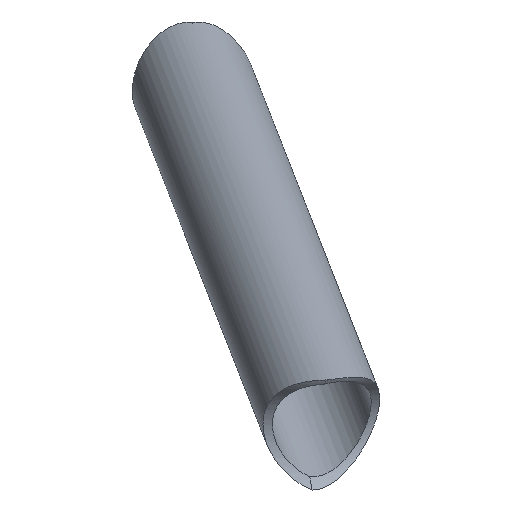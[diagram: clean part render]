
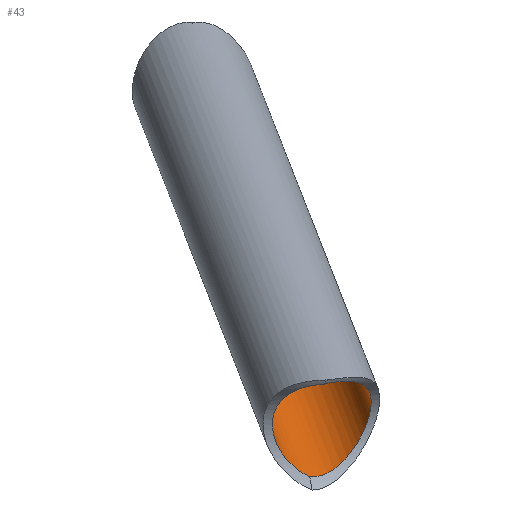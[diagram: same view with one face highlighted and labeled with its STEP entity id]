
A CAD part, top view. The second image highlights one B-rep face of the part: STEP entity #43.
In plain terms, the highlighted cylindrical face has radius 8.5 mm (diameter 17 mm), a partial arc.
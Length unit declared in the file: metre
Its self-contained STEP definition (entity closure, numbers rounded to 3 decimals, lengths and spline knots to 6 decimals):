
#43=ADVANCED_FACE('0:36',(#82),#83,.F.);
#82=FACE_OUTER_BOUND('',#116,.T.);
#83=CYLINDRICAL_SURFACE('',#117,0.0085);
#116=EDGE_LOOP('',(#175,#176,#177,#178,#179,#180));
#117=AXIS2_PLACEMENT_3D('',#181,#182,#183);
#175=ORIENTED_EDGE('',*,*,#206,.T.);
#176=ORIENTED_EDGE('',*,*,#229,.F.);
#177=ORIENTED_EDGE('',*,*,#220,.F.);
#178=ORIENTED_EDGE('',*,*,#209,.T.);
#179=ORIENTED_EDGE('',*,*,#237,.T.);
#180=ORIENTED_EDGE('',*,*,#238,.T.);
#181=CARTESIAN_POINT('',(-1.845966,-0.285726,0.100874));
#182=DIRECTION('',(-0.156,0.399,-0.904));
#183=DIRECTION('',(0.904,0.427,0.033));
#206=EDGE_CURVE('',#245,#246,#247,.T.);
#209=EDGE_CURVE('',#252,#250,#253,.T.);
#220=EDGE_CURVE('',#252,#271,#272,.T.);
#229=EDGE_CURVE('0:60',#271,#246,#279,.T.);
#237=EDGE_CURVE('',#250,#285,#286,.T.);
#238=EDGE_CURVE('0:72',#285,#245,#287,.T.);
#245=VERTEX_POINT('',#294);
#246=VERTEX_POINT('',#295);
#247=LINE('',#296,#297);
#250=VERTEX_POINT('',#326);
#252=VERTEX_POINT('',#345);
#253=LINE('',#346,#347);
#271=VERTEX_POINT('',#509);
#272=B_SPLINE_CURVE_WITH_KNOTS('',3,(#510,#511,#512,#513,#514,#515,#516,#517,#518,#519,#520,#521,#522,#523,#524,#525,#526),.UNSPECIFIED.,.F.,.F.,(4,1,2,2,2,2,2,2,4),(0.0,2.637661,5.275322,12.991557,16.849674,20.707791,24.565909,30.353085,36.140261),.UNSPECIFIED.);
#279=B_SPLINE_CURVE_WITH_KNOTS('',3,(#582,#583,#584,#585,#586,#587,#588,#589,#590,#591,#592,#593,#594,#595,#596,#597,#598,#599,#600,#601,#602,#603,#604),.UNSPECIFIED.,.F.,.F.,(4,2,2,2,2,2,2,2,2,2,1,4),(0.0,4.208915,8.41783,12.664387,16.910944,21.1575,25.404057,29.650614,33.89717,38.143727,40.267005,42.390284),.UNSPECIFIED.);
#285=VERTEX_POINT('',#665);
#286=B_SPLINE_CURVE_WITH_KNOTS('',3,(#666,#667,#668,#669,#670,#671,#672,#673,#674,#675,#676,#677,#678,#679,#680,#681,#682,#683),.UNSPECIFIED.,.F.,.F.,(4,2,2,2,2,2,2,2,4),(0.0,4.177077,11.762102,15.554614,19.347126,23.139639,26.932151,30.724663,34.517176),.UNSPECIFIED.);
#287=B_SPLINE_CURVE_WITH_KNOTS('',3,(#684,#685,#686,#687,#688,#689,#690,#691,#692,#693,#694,#695,#696,#697,#698,#699,#700,#701,#702,#703,#704,#705,#706,#707,#708,#709,#710),.UNSPECIFIED.,.F.,.F.,(4,1,2,2,2,1,2,2,2,2,2,2,2,1,4),(0.0,3.012852,6.025704,12.051409,17.0916,19.611696,22.131791,25.911935,29.692078,32.212174,37.252365,42.292556,47.332748,49.852843,52.372939),.UNSPECIFIED.);
#294=CARTESIAN_POINT('',(-1.835004,-0.290497,0.120185));
#295=CARTESIAN_POINT('',(-1.855535,-0.237937,0.001102));
#296=CARTESIAN_POINT('',(-1.838285,-0.282097,0.101152));
#297=VECTOR('',#716,1.0);
#326=CARTESIAN_POINT('',(-1.849747,-0.299342,0.123224));
#345=CARTESIAN_POINT('',(-1.870992,-0.244954,0.));
#346=CARTESIAN_POINT('',(-1.853648,-0.289355,0.100597));
#347=VECTOR('',#717,1.0);
#509=CARTESIAN_POINT('',(-1.865447,-0.248355,-0.004313));
#510=CARTESIAN_POINT('',(-1.863502,-0.232875,0.002184));
#511=CARTESIAN_POINT('',(-1.864114,-0.232863,0.002168));
#512=CARTESIAN_POINT('',(-1.865335,-0.233008,0.002199));
#513=CARTESIAN_POINT('',(-1.866446,-0.233471,0.00233));
#514=CARTESIAN_POINT('',(-1.868466,-0.23461,0.002608));
#515=CARTESIAN_POINT('',(-1.869727,-0.236015,0.002866));
#516=CARTESIAN_POINT('',(-1.870984,-0.238474,0.002737));
#517=CARTESIAN_POINT('',(-1.871296,-0.239353,0.00261));
#518=CARTESIAN_POINT('',(-1.871656,-0.24111,0.00215));
#519=CARTESIAN_POINT('',(-1.871701,-0.241988,0.001816));
#520=CARTESIAN_POINT('',(-1.871522,-0.243612,0.000984));
#521=CARTESIAN_POINT('',(-1.871299,-0.244358,0.000487));
#522=CARTESIAN_POINT('',(-1.870463,-0.245981,-0.000839));
#523=CARTESIAN_POINT('',(-1.869719,-0.246738,-0.001711));
#524=CARTESIAN_POINT('',(-1.867855,-0.247837,-0.003269));
#525=CARTESIAN_POINT('',(-1.866723,-0.248184,-0.003962));
#526=CARTESIAN_POINT('',(-1.865447,-0.248355,-0.004313));
#582=CARTESIAN_POINT('',(-1.865447,-0.248355,-0.004313));
#583=CARTESIAN_POINT('',(-1.864488,-0.248511,-0.004505));
#584=CARTESIAN_POINT('',(-1.863507,-0.24857,-0.004475));
#585=CARTESIAN_POINT('',(-1.861649,-0.2485,-0.004148));
#586=CARTESIAN_POINT('',(-1.860766,-0.248372,-0.003858));
#587=CARTESIAN_POINT('',(-1.859125,-0.247925,-0.003174));
#588=CARTESIAN_POINT('',(-1.858341,-0.247598,-0.002766));
#589=CARTESIAN_POINT('',(-1.856924,-0.246693,-0.001908));
#590=CARTESIAN_POINT('',(-1.856289,-0.246113,-0.001456));
#591=CARTESIAN_POINT('',(-1.855287,-0.244678,-0.000599));
#592=CARTESIAN_POINT('',(-1.854924,-0.243819,-0.000196));
#593=CARTESIAN_POINT('',(-1.854594,-0.24193,0.000457));
#594=CARTESIAN_POINT('',(-1.85463,-0.240906,0.000704));
#595=CARTESIAN_POINT('',(-1.855076,-0.238904,0.001032));
#596=CARTESIAN_POINT('',(-1.85548,-0.237928,0.001115));
#597=CARTESIAN_POINT('',(-1.85656,-0.23615,0.001203));
#598=CARTESIAN_POINT('',(-1.857235,-0.235345,0.001209));
#599=CARTESIAN_POINT('',(-1.858799,-0.234004,0.001268));
#600=CARTESIAN_POINT('',(-1.859694,-0.23347,0.001327));
#601=CARTESIAN_POINT('',(-1.861115,-0.232995,0.001555));
#602=CARTESIAN_POINT('',(-1.862085,-0.232789,0.001753));
#603=CARTESIAN_POINT('',(-1.863039,-0.232813,0.002034));
#604=CARTESIAN_POINT('',(-1.863502,-0.232875,0.002184));
#665=CARTESIAN_POINT('',(-1.844525,-0.304431,0.123544));
#666=CARTESIAN_POINT('',(-1.842327,-0.28954,0.130458));
#667=CARTESIAN_POINT('',(-1.843281,-0.289589,0.130335));
#668=CARTESIAN_POINT('',(-1.84419,-0.28972,0.130033));
#669=CARTESIAN_POINT('',(-1.846533,-0.290297,0.128941));
#670=CARTESIAN_POINT('',(-1.847892,-0.290933,0.127919));
#671=CARTESIAN_POINT('',(-1.849427,-0.29246,0.12636));
#672=CARTESIAN_POINT('',(-1.849851,-0.293069,0.125833));
#673=CARTESIAN_POINT('',(-1.85043,-0.294479,0.124864));
#674=CARTESIAN_POINT('',(-1.850579,-0.29528,0.124425));
#675=CARTESIAN_POINT('',(-1.85054,-0.296968,0.123731));
#676=CARTESIAN_POINT('',(-1.850353,-0.297848,0.12348));
#677=CARTESIAN_POINT('',(-1.849703,-0.299532,0.123172));
#678=CARTESIAN_POINT('',(-1.849245,-0.300336,0.123112));
#679=CARTESIAN_POINT('',(-1.848152,-0.301797,0.123115));
#680=CARTESIAN_POINT('',(-1.847517,-0.302456,0.123177));
#681=CARTESIAN_POINT('',(-1.846114,-0.303594,0.123347));
#682=CARTESIAN_POINT('',(-1.845346,-0.304075,0.123456));
#683=CARTESIAN_POINT('',(-1.844525,-0.304431,0.123544));
#684=CARTESIAN_POINT('',(-1.844525,-0.304431,0.123544));
#685=CARTESIAN_POINT('',(-1.843972,-0.304482,0.123094));
#686=CARTESIAN_POINT('',(-1.842905,-0.30438,0.122145));
#687=CARTESIAN_POINT('',(-1.84195,-0.303995,0.121174));
#688=CARTESIAN_POINT('',(-1.840586,-0.303269,0.119743));
#689=CARTESIAN_POINT('',(-1.839765,-0.302594,0.118821));
#690=CARTESIAN_POINT('',(-1.838353,-0.301115,0.11733));
#691=CARTESIAN_POINT('',(-1.837736,-0.300335,0.116711));
#692=CARTESIAN_POINT('',(-1.836857,-0.298994,0.115999));
#693=CARTESIAN_POINT('',(-1.836287,-0.298042,0.115599));
#694=CARTESIAN_POINT('',(-1.835775,-0.296978,0.115429));
#695=CARTESIAN_POINT('',(-1.835204,-0.295605,0.115427));
#696=CARTESIAN_POINT('',(-1.834926,-0.294742,0.11563));
#697=CARTESIAN_POINT('',(-1.834604,-0.293172,0.116471));
#698=CARTESIAN_POINT('',(-1.83456,-0.292478,0.117094));
#699=CARTESIAN_POINT('',(-1.83464,-0.291533,0.118274));
#700=CARTESIAN_POINT('',(-1.834711,-0.291207,0.118784));
#701=CARTESIAN_POINT('',(-1.835013,-0.29036,0.120358));
#702=CARTESIAN_POINT('',(-1.83533,-0.289965,0.121467));
#703=CARTESIAN_POINT('',(-1.836137,-0.289389,0.123661));
#704=CARTESIAN_POINT('',(-1.836629,-0.289208,0.124751));
#705=CARTESIAN_POINT('',(-1.837823,-0.289005,0.126821));
#706=CARTESIAN_POINT('',(-1.838531,-0.288981,0.127806));
#707=CARTESIAN_POINT('',(-1.839813,-0.289075,0.129045));
#708=CARTESIAN_POINT('',(-1.840742,-0.289183,0.129787));
#709=CARTESIAN_POINT('',(-1.841793,-0.289399,0.130281));
#710=CARTESIAN_POINT('',(-1.842327,-0.28954,0.130458));
#716=DIRECTION('',(-0.156,0.399,-0.904));
#717=DIRECTION('',(0.156,-0.399,0.904));
